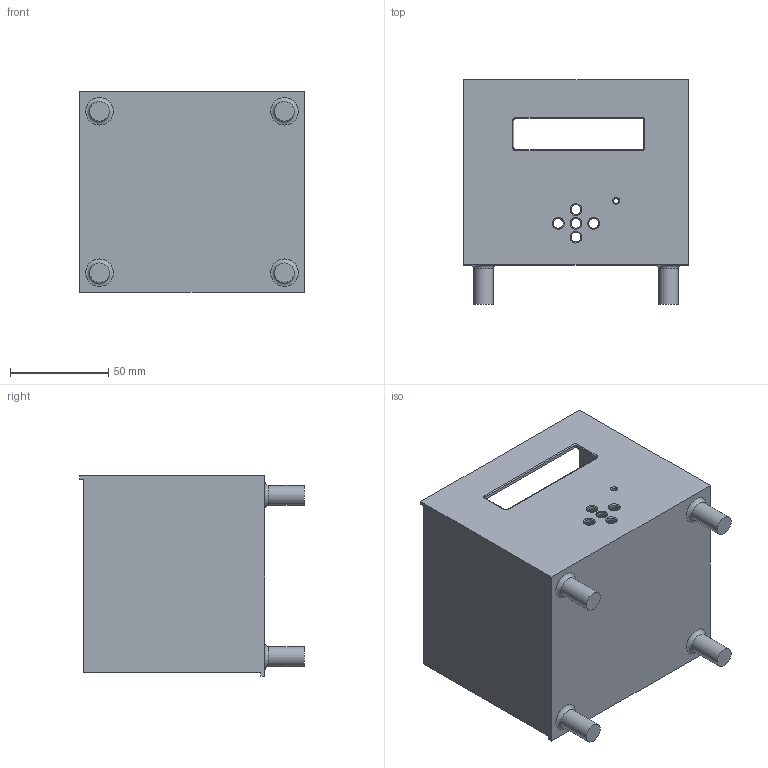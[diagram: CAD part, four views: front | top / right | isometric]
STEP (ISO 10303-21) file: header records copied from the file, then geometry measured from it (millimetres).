
FILE_DESCRIPTION(/* description */ ('','CAx-IF Rec.Pracs.---Representation and Presentation of Product Manufacturing Information (PMI)---4.0---2014-10-13'),/* implementation_level */ '2;1');
FILE_NAME(/* name */ 'Tapa Front editado.step',/* time_stamp */ '2023-11-30T23:39:02+01:00',/* author */ ('Familia CS'),/* organization */ (''),/* preprocessor_version */ 'ST-DEVELOPER v17',/* originating_system */ 'Autodesk Inventor 2019',/* authorisation */ '');
FILE_SCHEMA (('AP242_MANAGED_MODEL_BASED_3D_ENGINEERING_MIM_LF { 1 0 10303 442 1 1 4 }'));
Length unit declared in the file: millimetre
Products named in the file (1): Tapa Front editado
Bounding box: 113.94 x 114 x 102 mm (x, y, z)
Volume: 95374.7 mm3; surface area: 85419.9 mm2
Topology: 1 solids, 1 shells, 114 faces, 520 edges, 604 vertices
Faces by surface type: plane 60, cylinder 34, torus 20
Full cylindrical faces by diameter (mm): 2.5 x1, 3.2 x10, 5 x5, 9.5 x6, 10 x4
Entity records: 4947 total; most frequent: CARTESIAN_POINT 1046, DIRECTION 818, ORIENTED_EDGE 590, AXIS2_PLACEMENT_3D 339, EDGE_CURVE 295, STYLED_ITEM 251, CIRCLE 203, VERTEX_POINT 203
